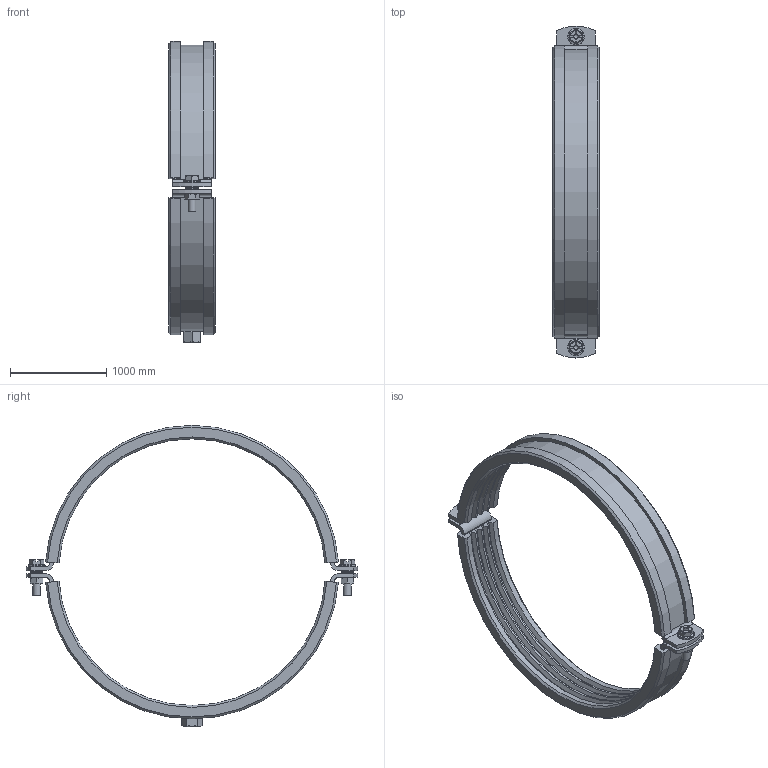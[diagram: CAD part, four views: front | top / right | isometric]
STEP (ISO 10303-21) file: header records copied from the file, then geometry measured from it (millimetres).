
FILE_DESCRIPTION(/* description */ (''),/* implementation_level */ '2;1');
FILE_NAME(/* name */ '00976.250X_3D.stp',/* time_stamp */ '2025-10-13T09:46:36+02:00',/* author */ ('N.Hausmann'),/* organization */ (''),/* preprocessor_version */ 'ST-DEVELOPER v20',/* originating_system */ 'AutoCAD Mechanical',/* authorisation */ '');
FILE_SCHEMA (('AUTOMOTIVE_DESIGN { 1 0 10303 214 3 1 1 }'));
Length unit declared in the file: centimetre
Products named in the file (2): Product; *S0
Assembly tree (1 placements, depth 2):
  Product
    *S0
Bounding box: 480 x 3450 x 3130 mm (x, y, z)
Volume: 462089549.2 mm3; surface area: 25732872.8 mm2
Topology: 11 solids, 11 shells, 245 faces, 632 edges, 413 vertices
Faces by surface type: plane 96, cylinder 59, bspline 40, cone 38, torus 8, sphere 4
Full cylindrical faces by diameter (mm): 66.47 x2, 80 x4, 85 x4, 101.06 x1, 130 x2, 175 x2
Entity records: 8660 total; most frequent: CARTESIAN_POINT 2689, ORIENTED_EDGE 1264, DIRECTION 1193, EDGE_CURVE 632, AXIS2_PLACEMENT_3D 429, VERTEX_POINT 413, LINE 335, VECTOR 335
